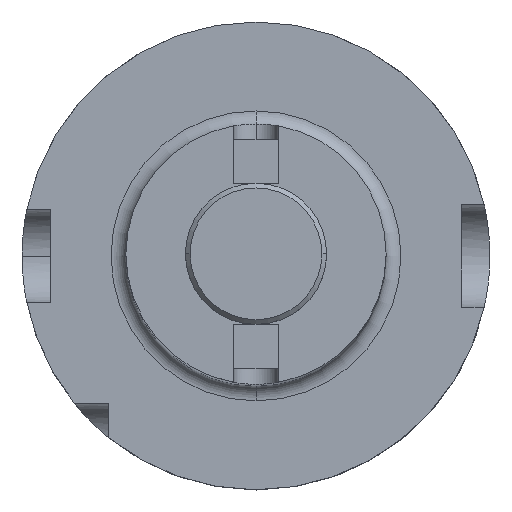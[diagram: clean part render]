
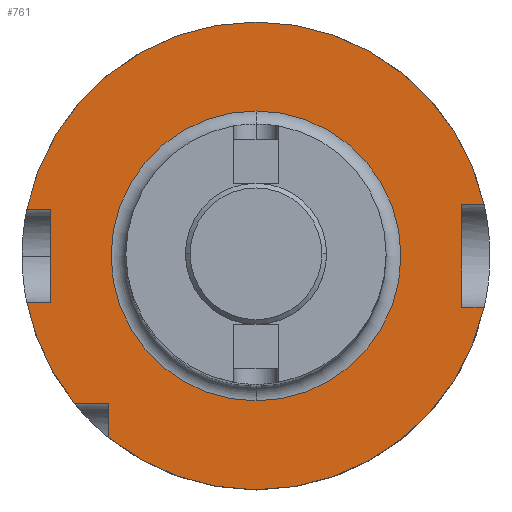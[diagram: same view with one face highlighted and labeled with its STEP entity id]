
A CAD part, top view. The second image highlights one B-rep face of the part: STEP entity #761.
In plain terms, the highlighted planar face has unit normal (0, 0, 1).
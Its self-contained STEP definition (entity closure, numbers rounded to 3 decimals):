
#4 = VERTEX_POINT ( 'NONE', #241 ) ;
#24 = EDGE_CURVE ( 'NONE', #2189, #382, #3042, .T. ) ;
#29 = DIRECTION ( 'NONE',  ( 0., 0., -1. ) ) ;
#50 = CARTESIAN_POINT ( 'NONE',  ( 0., 50., 29. ) ) ;
#70 = LINE ( 'NONE', #367, #1882 ) ;
#86 = ORIENTED_EDGE ( 'NONE', *, *, #962, .F. ) ;
#117 = CIRCLE ( 'NONE', #1221, 50. ) ;
#121 = LINE ( 'NONE', #2055, #2814 ) ;
#197 = CARTESIAN_POINT ( 'NONE',  ( 44., 11., 29. ) ) ;
#234 = AXIS2_PLACEMENT_3D ( 'NONE', #586, #320, #2306 ) ;
#241 = CARTESIAN_POINT ( 'NONE',  ( -44., 10., 29. ) ) ;
#274 = ORIENTED_EDGE ( 'NONE', *, *, #24, .F. ) ;
#276 = CARTESIAN_POINT ( 'NONE',  ( 0., 0., 29. ) ) ;
#285 = EDGE_CURVE ( 'NONE', #382, #365, #1040, .T. ) ;
#318 = CARTESIAN_POINT ( 'NONE',  ( 0., 11., 29. ) ) ;
#320 = DIRECTION ( 'NONE',  ( 0., 0., 1. ) ) ;
#328 = CARTESIAN_POINT ( 'NONE',  ( 0., -31.5, 29. ) ) ;
#329 = EDGE_CURVE ( 'NONE', #4, #2189, #2551, .T. ) ;
#332 = VECTOR ( 'NONE', #1395, 1000. ) ;
#365 = VERTEX_POINT ( 'NONE', #391 ) ;
#367 = CARTESIAN_POINT ( 'NONE',  ( 0., -10., 29. ) ) ;
#382 = VERTEX_POINT ( 'NONE', #50 ) ;
#391 = CARTESIAN_POINT ( 'NONE',  ( 48.775, 11., 29. ) ) ;
#437 = ORIENTED_EDGE ( 'NONE', *, *, #2517, .F. ) ;
#460 = FACE_BOUND ( 'NONE', #2054, .T. ) ;
#494 = VERTEX_POINT ( 'NONE', #2954 ) ;
#510 = ORIENTED_EDGE ( 'NONE', *, *, #285, .F. ) ;
#523 = ORIENTED_EDGE ( 'NONE', *, *, #1134, .F. ) ;
#531 = ORIENTED_EDGE ( 'NONE', *, *, #3130, .F. ) ;
#564 = DIRECTION ( 'NONE',  ( 0., 1., 0. ) ) ;
#581 = DIRECTION ( 'NONE',  ( -1., 0., 0. ) ) ;
#586 = CARTESIAN_POINT ( 'NONE',  ( 0., 27.813, 29. ) ) ;
#618 = LINE ( 'NONE', #2581, #1497 ) ;
#619 = DIRECTION ( 'NONE',  ( -1., 0., 0. ) ) ;
#667 = DIRECTION ( 'NONE',  ( 1., 0., 0. ) ) ;
#713 = ORIENTED_EDGE ( 'NONE', *, *, #817, .T. ) ;
#720 = PLANE ( 'NONE',  #234 ) ;
#760 = VERTEX_POINT ( 'NONE', #2697 ) ;
#761 = ADVANCED_FACE ( 'NONE', ( #460, #1000 ), #720, .T. ) ;
#785 = ORIENTED_EDGE ( 'NONE', *, *, #1789, .T. ) ;
#817 = EDGE_CURVE ( 'NONE', #3585, #2654, #1431, .T. ) ;
#821 = CARTESIAN_POINT ( 'NONE',  ( -44., -10., 29. ) ) ;
#838 = VERTEX_POINT ( 'NONE', #3397 ) ;
#845 = DIRECTION ( 'NONE',  ( 0., 0., -1. ) ) ;
#962 = EDGE_CURVE ( 'NONE', #3619, #494, #3211, .T. ) ;
#1000 = FACE_OUTER_BOUND ( 'NONE', #3004, .T. ) ;
#1040 = CIRCLE ( 'NONE', #1260, 50. ) ;
#1090 = DIRECTION ( 'NONE',  ( 0., 0., -1. ) ) ;
#1134 = EDGE_CURVE ( 'NONE', #3585, #3554, #117, .T. ) ;
#1181 = DIRECTION ( 'NONE',  ( 0., -1., 0. ) ) ;
#1190 = DIRECTION ( 'NONE',  ( 0., -1., 0. ) ) ;
#1199 = CARTESIAN_POINT ( 'NONE',  ( -31.5, -31.5, 29. ) ) ;
#1221 = AXIS2_PLACEMENT_3D ( 'NONE', #2260, #845, #3114 ) ;
#1232 = EDGE_CURVE ( 'NONE', #760, #838, #2977, .T. ) ;
#1260 = AXIS2_PLACEMENT_3D ( 'NONE', #2334, #3158, #2041 ) ;
#1262 = ORIENTED_EDGE ( 'NONE', *, *, #3248, .T. ) ;
#1311 = VECTOR ( 'NONE', #3414, 1000. ) ;
#1323 = ORIENTED_EDGE ( 'NONE', *, *, #3065, .F. ) ;
#1357 = VERTEX_POINT ( 'NONE', #197 ) ;
#1370 = CARTESIAN_POINT ( 'NONE',  ( 0., 0., 29. ) ) ;
#1395 = DIRECTION ( 'NONE',  ( -1., 0., 0. ) ) ;
#1431 = LINE ( 'NONE', #3116, #332 ) ;
#1438 = ORIENTED_EDGE ( 'NONE', *, *, #329, .F. ) ;
#1441 = DIRECTION ( 'NONE',  ( 0., 1., 0. ) ) ;
#1442 = CIRCLE ( 'NONE', #2505, 50. ) ;
#1497 = VECTOR ( 'NONE', #1181, 1000. ) ;
#1572 = VECTOR ( 'NONE', #2918, 1000. ) ;
#1664 = DIRECTION ( 'NONE',  ( 0., 0., -1. ) ) ;
#1683 = CARTESIAN_POINT ( 'NONE',  ( 48.775, -11., 29. ) ) ;
#1730 = DIRECTION ( 'NONE',  ( 0., -1., 0. ) ) ;
#1776 = ORIENTED_EDGE ( 'NONE', *, *, #3165, .F. ) ;
#1789 = EDGE_CURVE ( 'NONE', #4, #3543, #618, .T. ) ;
#1882 = VECTOR ( 'NONE', #667, 1000. ) ;
#1964 = EDGE_CURVE ( 'NONE', #1357, #365, #2920, .T. ) ;
#2041 = DIRECTION ( 'NONE',  ( 0., 1., 0. ) ) ;
#2054 = EDGE_LOOP ( 'NONE', ( #2344, #1262 ) ) ;
#2055 = CARTESIAN_POINT ( 'NONE',  ( 44., -11., 29. ) ) ;
#2056 = CARTESIAN_POINT ( 'NONE',  ( -48.99, -10., 29. ) ) ;
#2126 = CARTESIAN_POINT ( 'NONE',  ( 0., 0., 29. ) ) ;
#2150 = AXIS2_PLACEMENT_3D ( 'NONE', #2126, #3473, #2406 ) ;
#2189 = VERTEX_POINT ( 'NONE', #3205 ) ;
#2217 = CARTESIAN_POINT ( 'NONE',  ( -31.5, -38.83, 29. ) ) ;
#2226 = CARTESIAN_POINT ( 'NONE',  ( 0., 0., 29. ) ) ;
#2260 = CARTESIAN_POINT ( 'NONE',  ( 0., 0., 29. ) ) ;
#2306 = DIRECTION ( 'NONE',  ( 0., -1., 0. ) ) ;
#2334 = CARTESIAN_POINT ( 'NONE',  ( 0., 0., 29. ) ) ;
#2344 = ORIENTED_EDGE ( 'NONE', *, *, #1232, .T. ) ;
#2406 = DIRECTION ( 'NONE',  ( 0., -1., 0. ) ) ;
#2467 = VECTOR ( 'NONE', #581, 1000. ) ;
#2505 = AXIS2_PLACEMENT_3D ( 'NONE', #276, #29, #1441 ) ;
#2517 = EDGE_CURVE ( 'NONE', #494, #3640, #1442, .T. ) ;
#2551 = LINE ( 'NONE', #2613, #3218 ) ;
#2581 = CARTESIAN_POINT ( 'NONE',  ( -44., -10., 29. ) ) ;
#2608 = CARTESIAN_POINT ( 'NONE',  ( 44., -11., 29. ) ) ;
#2613 = CARTESIAN_POINT ( 'NONE',  ( 0., 10., 29. ) ) ;
#2625 = AXIS2_PLACEMENT_3D ( 'NONE', #1370, #1664, #1730 ) ;
#2645 = CIRCLE ( 'NONE', #2150, 30.983 ) ;
#2654 = VERTEX_POINT ( 'NONE', #2608 ) ;
#2697 = CARTESIAN_POINT ( 'NONE',  ( 0., -30.983, 29. ) ) ;
#2814 = VECTOR ( 'NONE', #1190, 1000. ) ;
#2893 = CARTESIAN_POINT ( 'NONE',  ( -31.5, 27.813, 29. ) ) ;
#2918 = DIRECTION ( 'NONE',  ( 0., 1., 0. ) ) ;
#2920 = LINE ( 'NONE', #318, #1311 ) ;
#2954 = CARTESIAN_POINT ( 'NONE',  ( -38.83, -31.5, 29. ) ) ;
#2977 = CIRCLE ( 'NONE', #2625, 30.983 ) ;
#3001 = LINE ( 'NONE', #2893, #1572 ) ;
#3004 = EDGE_LOOP ( 'NONE', ( #86, #1776, #523, #713, #1323, #3315, #510, #274, #1438, #785, #531, #437 ) ) ;
#3042 = CIRCLE ( 'NONE', #3487, 50. ) ;
#3065 = EDGE_CURVE ( 'NONE', #1357, #2654, #121, .T. ) ;
#3114 = DIRECTION ( 'NONE',  ( 0., 1., 0. ) ) ;
#3116 = CARTESIAN_POINT ( 'NONE',  ( 0., -11., 29. ) ) ;
#3130 = EDGE_CURVE ( 'NONE', #3640, #3543, #70, .T. ) ;
#3158 = DIRECTION ( 'NONE',  ( 0., 0., -1. ) ) ;
#3165 = EDGE_CURVE ( 'NONE', #3554, #3619, #3001, .T. ) ;
#3205 = CARTESIAN_POINT ( 'NONE',  ( -48.99, 10., 29. ) ) ;
#3211 = LINE ( 'NONE', #328, #2467 ) ;
#3218 = VECTOR ( 'NONE', #619, 1000. ) ;
#3248 = EDGE_CURVE ( 'NONE', #838, #760, #2645, .T. ) ;
#3315 = ORIENTED_EDGE ( 'NONE', *, *, #1964, .T. ) ;
#3397 = CARTESIAN_POINT ( 'NONE',  ( 0., 30.983, 29. ) ) ;
#3414 = DIRECTION ( 'NONE',  ( 1., 0., 0. ) ) ;
#3473 = DIRECTION ( 'NONE',  ( 0., 0., -1. ) ) ;
#3487 = AXIS2_PLACEMENT_3D ( 'NONE', #2226, #1090, #564 ) ;
#3543 = VERTEX_POINT ( 'NONE', #821 ) ;
#3554 = VERTEX_POINT ( 'NONE', #2217 ) ;
#3585 = VERTEX_POINT ( 'NONE', #1683 ) ;
#3619 = VERTEX_POINT ( 'NONE', #1199 ) ;
#3640 = VERTEX_POINT ( 'NONE', #2056 ) ;
